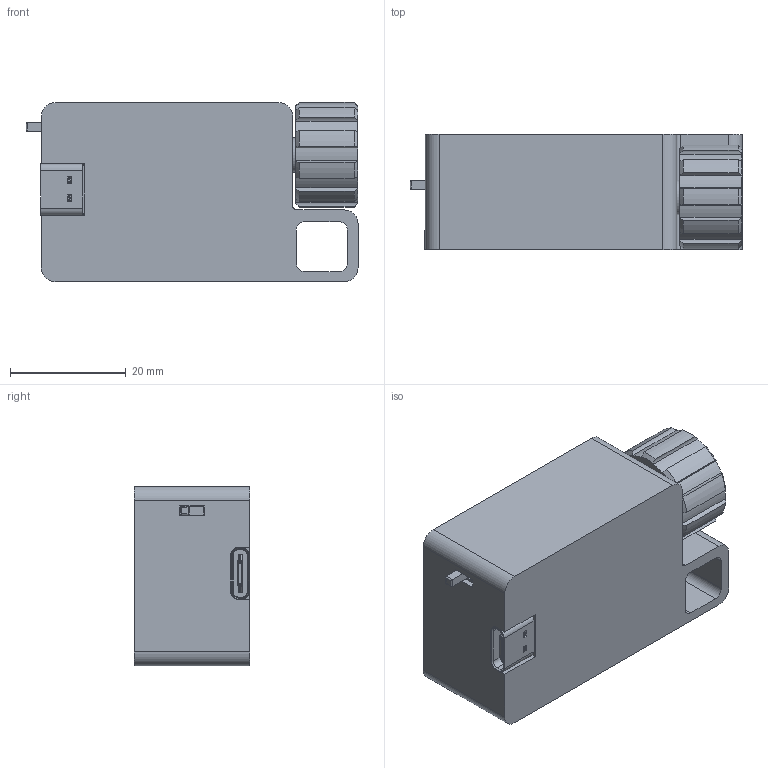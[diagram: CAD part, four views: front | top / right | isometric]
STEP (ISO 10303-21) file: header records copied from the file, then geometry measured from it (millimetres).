
FILE_DESCRIPTION(/* description */ (''),/* implementation_level */ '2;1');
FILE_NAME(/* name */ 'Altisense_Compact Altimeter Using ESP32.step',/* time_stamp */ '2025-04-30T08:12:09+05:30',/* author */ (''),/* organization */ (''),/* preprocessor_version */ 'ST-DEVELOPER v20.1',/* originating_system */ 'Autodesk Translation Framework v14.4.0.0',/* authorisation */ '');
FILE_SCHEMA (('AUTOMOTIVE_DESIGN { 1 0 10303 214 3 1 1 }'));
Products named in the file (39): aluti meter; Rotary Encoder  Module v1; OLED; Seeed Studio XIAO-ESP32-C3; USB TYPE C PORT; USB TYPE C PORT (1); BOSS-EXTRUDE14_8_; BOSS-EXTRUDE7_4_; BOSS-EXTRUDE7_3_; BOSS-EXTRUDE14_4_; BOSS-EXTRUDE14_2_; BOSS-EXTRUDE14_11_; BOSS-EXTRUDE7_7_; BOSS-EXTRUDE14_9_; BOSS-EXTRUDE14_3_; BOSS-EXTRUDE14_7_; MIRROR2; BOSS-EXTRUDE14_5_; BOSS-EXTRUDE14_12_; BOSS-EXTRUDE7_8_; BOSS-EXTRUDE7_1_; BOSS-EXTRUDE14_10_; BOSS-EXTRUDE7_9_; BOSS-EXTRUDE14_6_; CHAMFER9; BOSS-EXTRUDE14_1_; BOSS-EXTRUDE7_6_; BOSS-EXTRUDE7_2_; CUT-EXTRUDE5; BOSS-EXTRUDE7_5_; U.FL Connector v1; Shield; Button (1); battery; Component34; Component37; Component38; Component39; 4*8mm switchs v1
Assembly tree (39 placements, depth 5):
  aluti meter
    Rotary Encoder  Module v1
    OLED
    Seeed Studio XIAO-ESP32-C3
      USB TYPE C PORT
        USB TYPE C PORT (1)
          BOSS-EXTRUDE14_8_
          BOSS-EXTRUDE7_4_
          BOSS-EXTRUDE7_3_
          BOSS-EXTRUDE14_4_
          BOSS-EXTRUDE14_2_
          BOSS-EXTRUDE14_11_
          BOSS-EXTRUDE7_7_
          BOSS-EXTRUDE14_9_
          BOSS-EXTRUDE14_3_
          BOSS-EXTRUDE14_7_
          MIRROR2
          BOSS-EXTRUDE14_5_
          BOSS-EXTRUDE14_12_
          BOSS-EXTRUDE7_8_
          BOSS-EXTRUDE7_1_
          BOSS-EXTRUDE14_10_
          BOSS-EXTRUDE7_9_
          BOSS-EXTRUDE14_6_
          CHAMFER9
          BOSS-EXTRUDE14_1_
          BOSS-EXTRUDE7_6_
          BOSS-EXTRUDE7_2_
          CUT-EXTRUDE5
          BOSS-EXTRUDE7_5_
      U.FL Connector v1
      Button (1)  x2
      Shield
    battery
    Component34
    Component37
    Component38
    Component39
    4*8mm switchs v1
Bounding box: 57.3 x 19.86 x 30.97 mm (x, y, z)
Volume: 14849.3 mm3; surface area: 21742.6 mm2
Topology: 46 solids, 46 shells, 2143 faces, 5763 edges, 3782 vertices
Faces by surface type: plane 1381, cylinder 356, bspline 316, cone 61, torus 22, sphere 7
Full cylindrical faces by diameter (mm): 0.5 x3, 0.6 x2, 0.7 x2, 0.75 x14, 1.5 x2, 1.524 x6, 1.65 x1, 1.9 x1, 2 x2, 2.274 x4, 2.8 x4, 3 x2, 6 x1, 6.5 x1, 6.75 x15, 7 x3, 8.638 x2, 11.5 x1
Entity records: 68700 total; most frequent: CARTESIAN_POINT 15794, ORIENTED_EDGE 11424, DIRECTION 9610, EDGE_CURVE 5712, LINE 4210, VECTOR 4210, VERTEX_POINT 3750, AXIS2_PLACEMENT_3D 2700
